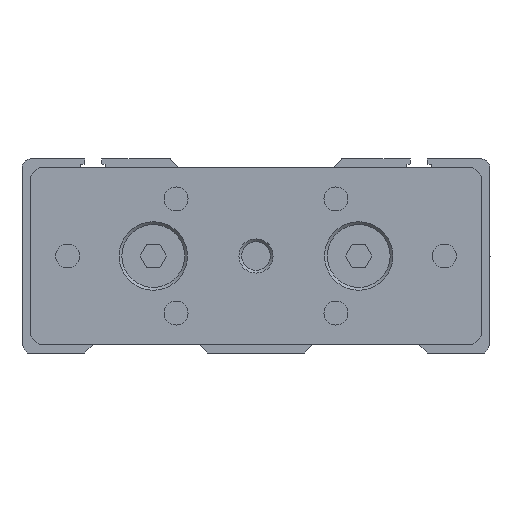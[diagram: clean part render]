
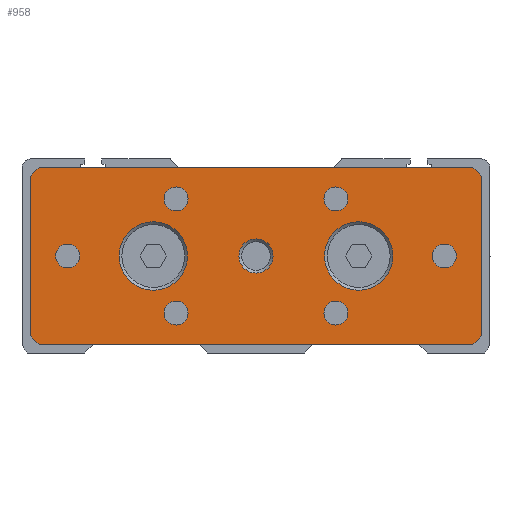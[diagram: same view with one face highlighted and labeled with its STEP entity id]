
A CAD part, left-side view. The second image highlights one B-rep face of the part: STEP entity #958.
In plain terms, the highlighted planar face has unit normal (-1, 0, 0).
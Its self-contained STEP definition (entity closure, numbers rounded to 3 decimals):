
#196=CARTESIAN_POINT('',(-12.,-208.,15.5));
#197=VERTEX_POINT('Vertex10',#196);
#204=CARTESIAN_POINT('',(-12.,-284.,15.5));
#205=VERTEX_POINT('Vertex11',#204);
#206=CARTESIAN_POINT('',(-12.,-246.,15.5));
#207=DIRECTION('',(0.,-1.,0.));
#208=VECTOR('',#207,1.);
#209=LINE('nurbsCrv10',#206,#208);
#210=EDGE_CURVE('Edge10',#197,#205,#209,.T.);
#634=CARTESIAN_POINT('',(-12.,-264.,6.));
#635=VERTEX_POINT('Vertex36',#634);
#636=CARTESIAN_POINT('',(-12.,-264.,-6.));
#637=VERTEX_POINT('Vertex318',#636);
#638=CARTESIAN_POINT('',(-12.,-264.,0.));
#639=DIRECTION('',(1.,0.,0.));
#640=DIRECTION('',(0.,0.,1.));
#641=AXIS2_PLACEMENT_3D('',#638,#639,#640);
#642=CIRCLE('nurbsCrv540',#641,6.);
#643=EDGE_CURVE('Edge442',#635,#637,#642,.T.);
#645=CARTESIAN_POINT('',(-12.,-264.,0.));
#646=DIRECTION('',(1.,0.,0.));
#647=DIRECTION('',(0.,0.,-1.));
#648=AXIS2_PLACEMENT_3D('',#645,#646,#647);
#649=CIRCLE('nurbsCrv541',#648,6.);
#650=EDGE_CURVE('Edge443',#637,#635,#649,.T.);
#698=CARTESIAN_POINT('',(-12.,-228.,6.));
#699=VERTEX_POINT('Vertex38',#698);
#700=CARTESIAN_POINT('',(-12.,-228.,-6.));
#701=VERTEX_POINT('Vertex320',#700);
#702=CARTESIAN_POINT('',(-12.,-228.,0.));
#703=DIRECTION('',(1.,0.,0.));
#704=DIRECTION('',(0.,0.,1.));
#705=AXIS2_PLACEMENT_3D('',#702,#703,#704);
#706=CIRCLE('nurbsCrv561',#705,6.);
#707=EDGE_CURVE('Edge447',#699,#701,#706,.T.);
#709=CARTESIAN_POINT('',(-12.,-228.,0.));
#710=DIRECTION('',(1.,0.,0.));
#711=DIRECTION('',(0.,0.,-1.));
#712=AXIS2_PLACEMENT_3D('',#709,#710,#711);
#713=CIRCLE('nurbsCrv562',#712,6.);
#714=EDGE_CURVE('Edge448',#701,#699,#713,.T.);
#762=CARTESIAN_POINT('',(-12.,-246.,3.));
#763=VERTEX_POINT('Vertex40',#762);
#764=CARTESIAN_POINT('',(-12.,-246.,-3.));
#765=VERTEX_POINT('Vertex322',#764);
#766=CARTESIAN_POINT('',(-12.,-246.,0.));
#767=DIRECTION('',(1.,0.,0.));
#768=DIRECTION('',(0.,0.,1.));
#769=AXIS2_PLACEMENT_3D('',#766,#767,#768);
#770=CIRCLE('nurbsCrv582',#769,3.);
#771=EDGE_CURVE('Edge452',#763,#765,#770,.T.);
#773=CARTESIAN_POINT('',(-12.,-246.,0.));
#774=DIRECTION('',(1.,0.,0.));
#775=DIRECTION('',(0.,0.,-1.));
#776=AXIS2_PLACEMENT_3D('',#773,#774,#775);
#777=CIRCLE('nurbsCrv583',#776,3.);
#778=EDGE_CURVE('Edge453',#765,#763,#777,.T.);
#818=ORIENTED_EDGE('Edgeuse100',*,*,#210,.F.);
#819=CARTESIAN_POINT('',(-12.,-206.5,14.));
#820=VERTEX_POINT('Vertex42',#819);
#821=CARTESIAN_POINT('',(-12.,-207.25,14.75));
#822=DIRECTION('',(0.,-0.707,0.707));
#823=VECTOR('',#822,1.);
#824=LINE('nurbsCrv54',#821,#823);
#825=EDGE_CURVE('Edge54',#820,#197,#824,.T.);
#826=ORIENTED_EDGE('Edgeuse101',*,*,#825,.F.);
#827=CARTESIAN_POINT('',(-12.,-206.5,-14.));
#828=VERTEX_POINT('Vertex43',#827);
#829=CARTESIAN_POINT('',(-12.,-206.5,0.));
#830=DIRECTION('',(0.,0.,-1.));
#831=VECTOR('',#830,1.);
#832=LINE('nurbsCrv55',#829,#831);
#833=EDGE_CURVE('Edge55',#820,#828,#832,.T.);
#834=ORIENTED_EDGE('Edgeuse102',*,*,#833,.T.);
#835=CARTESIAN_POINT('',(-12.,-208.,-15.5));
#836=VERTEX_POINT('Vertex44',#835);
#837=CARTESIAN_POINT('',(-12.,-207.25,-14.75));
#838=DIRECTION('',(0.,-0.707,-0.707));
#839=VECTOR('',#838,1.);
#840=LINE('nurbsCrv56',#837,#839);
#841=EDGE_CURVE('Edge56',#828,#836,#840,.T.);
#842=ORIENTED_EDGE('Edgeuse103',*,*,#841,.T.);
#843=CARTESIAN_POINT('',(-12.,-284.,-15.5));
#844=VERTEX_POINT('Vertex45',#843);
#845=CARTESIAN_POINT('',(-12.,-246.,-15.5));
#846=DIRECTION('',(0.,-1.,0.));
#847=VECTOR('',#846,1.);
#848=LINE('nurbsCrv57',#845,#847);
#849=EDGE_CURVE('Edge57',#836,#844,#848,.T.);
#850=ORIENTED_EDGE('Edgeuse104',*,*,#849,.T.);
#851=CARTESIAN_POINT('',(-12.,-285.5,-14.));
#852=VERTEX_POINT('Vertex46',#851);
#853=CARTESIAN_POINT('',(-12.,-284.75,-14.75));
#854=DIRECTION('',(0.,0.707,-0.707));
#855=VECTOR('',#854,1.);
#856=LINE('nurbsCrv58',#853,#855);
#857=EDGE_CURVE('Edge58',#852,#844,#856,.T.);
#858=ORIENTED_EDGE('Edgeuse105',*,*,#857,.F.);
#859=CARTESIAN_POINT('',(-12.,-285.5,14.));
#860=VERTEX_POINT('Vertex47',#859);
#861=CARTESIAN_POINT('',(-12.,-285.5,0.));
#862=DIRECTION('',(0.,0.,-1.));
#863=VECTOR('',#862,1.);
#864=LINE('nurbsCrv59',#861,#863);
#865=EDGE_CURVE('Edge59',#860,#852,#864,.T.);
#866=ORIENTED_EDGE('Edgeuse106',*,*,#865,.F.);
#867=CARTESIAN_POINT('',(-12.,-284.75,14.75));
#868=DIRECTION('',(0.,-0.707,-0.707));
#869=VECTOR('',#868,1.);
#870=LINE('nurbsCrv60',#867,#869);
#871=EDGE_CURVE('Edge60',#205,#860,#870,.T.);
#872=ORIENTED_EDGE('Edgeuse107',*,*,#871,.F.);
#873=EDGE_LOOP('',(#818,#826,#834,#842,#850,#858,#866,#872));
#874=FACE_OUTER_BOUND('',#873,.T.);
#875=CARTESIAN_POINT('',(-12.,-213.,2.1));
#876=VERTEX_POINT('Vertex48',#875);
#877=CARTESIAN_POINT('',(-12.,-213.,0.));
#878=DIRECTION('',(-1.,0.,0.));
#879=DIRECTION('',(0.,0.,1.));
#880=AXIS2_PLACEMENT_3D('',#877,#878,#879);
#881=CIRCLE('nurbsCrv61',#880,2.1);
#882=EDGE_CURVE('Edge61',#876,#876,#881,.T.);
#883=ORIENTED_EDGE('Edgeuse108',*,*,#882,.F.);
#884=EDGE_LOOP('',(#883));
#885=FACE_BOUND('',#884,.T.);
#886=CARTESIAN_POINT('',(-12.,-232.,-7.9));
#887=VERTEX_POINT('Vertex49',#886);
#888=CARTESIAN_POINT('',(-12.,-232.,-10.));
#889=DIRECTION('',(-1.,0.,0.));
#890=DIRECTION('',(0.,0.,1.));
#891=AXIS2_PLACEMENT_3D('',#888,#889,#890);
#892=CIRCLE('nurbsCrv62',#891,2.1);
#893=EDGE_CURVE('Edge62',#887,#887,#892,.T.);
#894=ORIENTED_EDGE('Edgeuse109',*,*,#893,.F.);
#895=EDGE_LOOP('',(#894));
#896=FACE_BOUND('',#895,.T.);
#897=CARTESIAN_POINT('',(-12.,-260.,12.1));
#898=VERTEX_POINT('Vertex50',#897);
#899=CARTESIAN_POINT('',(-12.,-260.,10.));
#900=DIRECTION('',(-1.,0.,0.));
#901=DIRECTION('',(0.,0.,1.));
#902=AXIS2_PLACEMENT_3D('',#899,#900,#901);
#903=CIRCLE('nurbsCrv63',#902,2.1);
#904=EDGE_CURVE('Edge63',#898,#898,#903,.T.);
#905=ORIENTED_EDGE('Edgeuse110',*,*,#904,.F.);
#906=EDGE_LOOP('',(#905));
#907=FACE_BOUND('',#906,.T.);
#908=CARTESIAN_POINT('',(-12.,-260.,-7.9));
#909=VERTEX_POINT('Vertex51',#908);
#910=CARTESIAN_POINT('',(-12.,-260.,-10.));
#911=DIRECTION('',(-1.,0.,0.));
#912=DIRECTION('',(0.,0.,1.));
#913=AXIS2_PLACEMENT_3D('',#910,#911,#912);
#914=CIRCLE('nurbsCrv64',#913,2.1);
#915=EDGE_CURVE('Edge64',#909,#909,#914,.T.);
#916=ORIENTED_EDGE('Edgeuse111',*,*,#915,.F.);
#917=EDGE_LOOP('',(#916));
#918=FACE_BOUND('',#917,.T.);
#919=CARTESIAN_POINT('',(-12.,-279.,2.1));
#920=VERTEX_POINT('Vertex52',#919);
#921=CARTESIAN_POINT('',(-12.,-279.,0.));
#922=DIRECTION('',(-1.,0.,0.));
#923=DIRECTION('',(0.,0.,1.));
#924=AXIS2_PLACEMENT_3D('',#921,#922,#923);
#925=CIRCLE('nurbsCrv65',#924,2.1);
#926=EDGE_CURVE('Edge65',#920,#920,#925,.T.);
#927=ORIENTED_EDGE('Edgeuse112',*,*,#926,.F.);
#928=EDGE_LOOP('',(#927));
#929=FACE_BOUND('',#928,.T.);
#930=CARTESIAN_POINT('',(-12.,-232.,12.1));
#931=VERTEX_POINT('Vertex53',#930);
#932=CARTESIAN_POINT('',(-12.,-232.,10.));
#933=DIRECTION('',(-1.,0.,0.));
#934=DIRECTION('',(0.,0.,1.));
#935=AXIS2_PLACEMENT_3D('',#932,#933,#934);
#936=CIRCLE('nurbsCrv66',#935,2.1);
#937=EDGE_CURVE('Edge66',#931,#931,#936,.T.);
#938=ORIENTED_EDGE('Edgeuse113',*,*,#937,.F.);
#939=EDGE_LOOP('',(#938));
#940=FACE_BOUND('',#939,.T.);
#941=ORIENTED_EDGE('Edgeuse894',*,*,#707,.T.);
#942=ORIENTED_EDGE('Edgeuse896',*,*,#714,.T.);
#943=EDGE_LOOP('',(#941,#942));
#944=FACE_BOUND('',#943,.T.);
#945=ORIENTED_EDGE('Edgeuse904',*,*,#771,.T.);
#946=ORIENTED_EDGE('Edgeuse906',*,*,#778,.T.);
#947=EDGE_LOOP('',(#945,#946));
#948=FACE_BOUND('',#947,.T.);
#949=ORIENTED_EDGE('Edgeuse884',*,*,#643,.T.);
#950=ORIENTED_EDGE('Edgeuse886',*,*,#650,.T.);
#951=EDGE_LOOP('',(#949,#950));
#952=FACE_BOUND('',#951,.T.);
#953=CARTESIAN_POINT('',(-12.,-246.,0.));
#954=DIRECTION('',(-1.,0.,0.));
#955=DIRECTION('',(0.,-1.,0.));
#956=AXIS2_PLACEMENT_3D('',#953,#954,#955);
#957=PLANE('nurbsSrf27',#956);
#958=ADVANCED_FACE('Face27',(#874,#885,#896,#907,#918,#929,#940,#944,#948,#952)
,#957,.T.);
